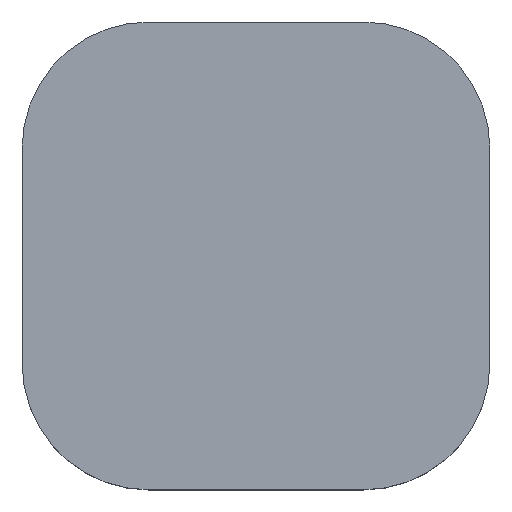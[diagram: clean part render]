
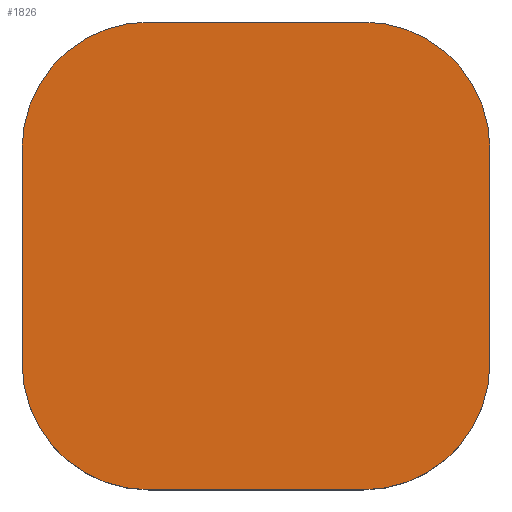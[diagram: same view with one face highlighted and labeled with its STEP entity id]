
A CAD part, top view. The second image highlights one B-rep face of the part: STEP entity #1826.
In plain terms, the highlighted planar face has unit normal (0, 0, 1).
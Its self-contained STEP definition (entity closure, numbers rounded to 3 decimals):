
#249=FACE_OUTER_BOUND('',#357,.T.);
#357=EDGE_LOOP('',(#1266,#1267,#1268,#1269,#1270,#1271,#1272,#1273));
#472=LINE('',#4161,#571);
#478=LINE('',#4176,#577);
#480=LINE('',#4182,#579);
#481=LINE('',#4184,#580);
#571=VECTOR('',#2117,10.);
#577=VECTOR('',#2133,10.);
#579=VECTOR('',#2141,10.);
#580=VECTOR('',#2144,10.);
#669=CIRCLE('',#1949,12.);
#670=CIRCLE('',#1952,12.);
#671=CIRCLE('',#1954,12.);
#672=CIRCLE('',#1957,12.);
#740=VERTEX_POINT('',#4154);
#741=VERTEX_POINT('',#4155);
#742=VERTEX_POINT('',#4160);
#743=VERTEX_POINT('',#4164);
#744=VERTEX_POINT('',#4168);
#745=VERTEX_POINT('',#4169);
#746=VERTEX_POINT('',#4174);
#747=VERTEX_POINT('',#4178);
#935=EDGE_CURVE('',#740,#741,#669,.T.);
#938=EDGE_CURVE('',#742,#741,#472,.T.);
#940=EDGE_CURVE('',#742,#743,#670,.T.);
#942=EDGE_CURVE('',#744,#745,#671,.T.);
#946=EDGE_CURVE('',#744,#746,#478,.T.);
#947=EDGE_CURVE('',#747,#746,#672,.T.);
#949=EDGE_CURVE('',#747,#743,#480,.T.);
#950=EDGE_CURVE('',#740,#745,#481,.T.);
#1266=ORIENTED_EDGE('',*,*,#935,.F.);
#1267=ORIENTED_EDGE('',*,*,#950,.T.);
#1268=ORIENTED_EDGE('',*,*,#942,.F.);
#1269=ORIENTED_EDGE('',*,*,#946,.T.);
#1270=ORIENTED_EDGE('',*,*,#947,.F.);
#1271=ORIENTED_EDGE('',*,*,#949,.T.);
#1272=ORIENTED_EDGE('',*,*,#940,.F.);
#1273=ORIENTED_EDGE('',*,*,#938,.T.);
#1773=PLANE('',#1960);
#1826=ADVANCED_FACE('',(#249),#1773,.T.);
#1949=AXIS2_PLACEMENT_3D('',#4156,#2111,#2112);
#1952=AXIS2_PLACEMENT_3D('',#4165,#2121,#2122);
#1954=AXIS2_PLACEMENT_3D('',#4170,#2126,#2127);
#1957=AXIS2_PLACEMENT_3D('',#4179,#2136,#2137);
#1960=AXIS2_PLACEMENT_3D('',#4185,#2145,#2146);
#2111=DIRECTION('center_axis',(0.,0.,-1.));
#2112=DIRECTION('ref_axis',(0.707,-0.707,0.));
#2117=DIRECTION('',(1.,0.,0.));
#2121=DIRECTION('center_axis',(0.,0.,-1.));
#2122=DIRECTION('ref_axis',(-0.707,-0.707,0.));
#2126=DIRECTION('center_axis',(0.,0.,-1.));
#2127=DIRECTION('ref_axis',(0.707,0.707,0.));
#2133=DIRECTION('',(-1.,0.,0.));
#2136=DIRECTION('center_axis',(0.,0.,-1.));
#2137=DIRECTION('ref_axis',(-0.707,0.707,0.));
#2141=DIRECTION('',(0.,-1.,0.));
#2144=DIRECTION('',(0.,1.,0.));
#2145=DIRECTION('center_axis',(0.,0.,1.));
#2146=DIRECTION('ref_axis',(1.,0.,0.));
#4154=CARTESIAN_POINT('',(22.25,7.75,-40.));
#4155=CARTESIAN_POINT('',(10.25,-4.25,-40.));
#4156=CARTESIAN_POINT('Origin',(10.25,7.75,-40.));
#4160=CARTESIAN_POINT('',(-10.25,-4.25,-40.));
#4161=CARTESIAN_POINT('',(-22.25,-4.25,-40.));
#4164=CARTESIAN_POINT('',(-22.25,7.75,-40.));
#4165=CARTESIAN_POINT('Origin',(-10.25,7.75,-40.));
#4168=CARTESIAN_POINT('',(10.25,40.25,-40.));
#4169=CARTESIAN_POINT('',(22.25,28.25,-40.));
#4170=CARTESIAN_POINT('Origin',(10.25,28.25,-40.));
#4174=CARTESIAN_POINT('',(-10.25,40.25,-40.));
#4176=CARTESIAN_POINT('',(22.25,40.25,-40.));
#4178=CARTESIAN_POINT('',(-22.25,28.25,-40.));
#4179=CARTESIAN_POINT('Origin',(-10.25,28.25,-40.));
#4182=CARTESIAN_POINT('',(-22.25,40.25,-40.));
#4184=CARTESIAN_POINT('',(22.25,-4.25,-40.));
#4185=CARTESIAN_POINT('Origin',(0.,18.,-40.));
